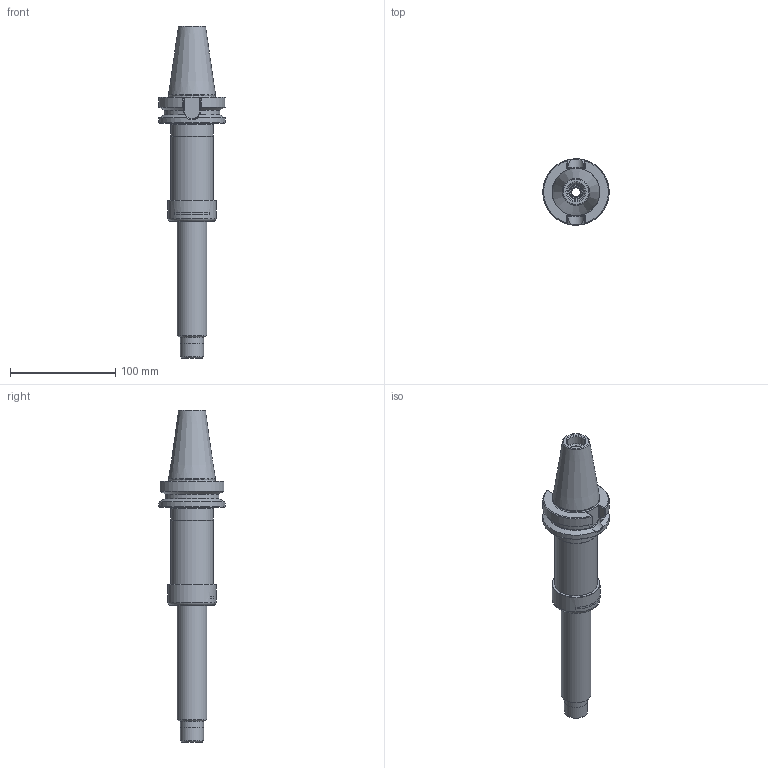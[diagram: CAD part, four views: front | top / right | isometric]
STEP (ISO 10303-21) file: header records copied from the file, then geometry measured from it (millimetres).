
FILE_DESCRIPTION(/* description */ (''),/* implementation_level */ '2;1');
FILE_NAME(/* name */ '884113090.stp',/* time_stamp */ '2023-03-15T12:03:10',/* author */ ('Ratnasingam Jekanthan'),/* organization */ ('REGO-FIX'),/* preprocessor_version */ ' Unknown',/* originating_system */ 'SIEMENS PLM Software Solid Edge ST10',/* authorization */ 'Unknown');
FILE_SCHEMA (('AUTOMOTIVE_DESIGN { 1 0 10303 214 2 1 1}'));
Length unit declared in the file: millimetre
Products named in the file (1): NOCUT
Bounding box: 63 x 63 x 314.9 mm (x, y, z)
Volume: 291454.9 mm3; surface area: 60427.1 mm2
Topology: 1 solids, 3 shells, 145 faces, 340 edges, 210 vertices
Faces by surface type: plane 50, cone 35, cylinder 35, torus 23, bspline 2
Full cylindrical faces by diameter (mm): 8.376 x2, 9 x1, 10 x1, 10.5 x1, 13.835 x2, 17 x1, 22 x2, 23.8 x1, 24.7 x1, 25 x1, 28 x1, 29 x1, 33 x1, 34 x1, 38.376 x1, 40 x1, 40.05 x1, 40.5 x1, 43.3 x1, 45.65 x1, 63 x1
Entity records: 4804 total; most frequent: CARTESIAN_POINT 825, DIRECTION 632, ORIENTED_EDGE 502, AXIS2_PLACEMENT_3D 280, EDGE_CURVE 251, EDGE_LOOP 230, FACE_BOUND 230, VERTEX_POINT 191
